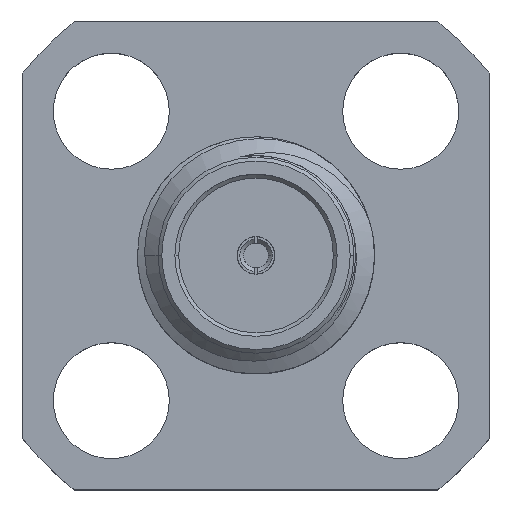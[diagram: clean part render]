
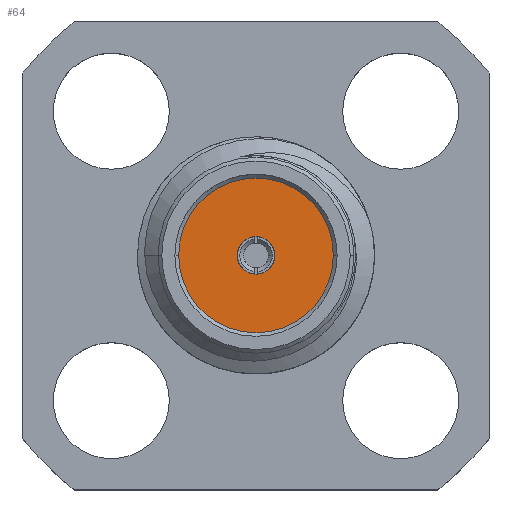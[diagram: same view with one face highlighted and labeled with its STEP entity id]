
A CAD part, top view. The second image highlights one B-rep face of the part: STEP entity #64.
In plain terms, the highlighted planar face has unit normal (0, 0, 1).
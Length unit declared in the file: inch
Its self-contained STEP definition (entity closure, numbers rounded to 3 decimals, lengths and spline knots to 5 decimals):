
#21 = VERTEX_POINT ( 'NONE', #2423 ) ;
#64 = ADVANCED_FACE ( 'NONE', ( #2020, #3736 ), #1569, .T. ) ;
#67 = EDGE_CURVE ( 'NONE', #21, #1520, #3936, .T. ) ;
#369 = CARTESIAN_POINT ( 'NONE',  ( 0.062, 0., 0.233 ) ) ;
#416 = AXIS2_PLACEMENT_3D ( 'NONE', #3667, #457, #2070 ) ;
#457 = DIRECTION ( 'NONE',  ( 0., 0., 1. ) ) ;
#485 = DIRECTION ( 'NONE',  ( 0., 0., 1. ) ) ;
#800 = DIRECTION ( 'NONE',  ( 1., 0., 0. ) ) ;
#844 = CARTESIAN_POINT ( 'NONE',  ( 0., 0., 0.233 ) ) ;
#1074 = VERTEX_POINT ( 'NONE', #369 ) ;
#1181 = DIRECTION ( 'NONE',  ( 0., 0., 1. ) ) ;
#1325 = AXIS2_PLACEMENT_3D ( 'NONE', #3126, #1181, #1535 ) ;
#1520 = VERTEX_POINT ( 'NONE', #3982 ) ;
#1535 = DIRECTION ( 'NONE',  ( 1., 0., 0. ) ) ;
#1569 = PLANE ( 'NONE',  #416 ) ;
#1611 = EDGE_CURVE ( 'NONE', #1731, #1074, #4038, .T. ) ;
#1731 = VERTEX_POINT ( 'NONE', #2161 ) ;
#1744 = CIRCLE ( 'NONE', #1325, 0.015 ) ;
#2020 = FACE_OUTER_BOUND ( 'NONE', #3615, .T. ) ;
#2030 = DIRECTION ( 'NONE',  ( 0., 0., 1. ) ) ;
#2070 = DIRECTION ( 'NONE',  ( 1., 0., 0. ) ) ;
#2115 = DIRECTION ( 'NONE',  ( 1., 0., 0. ) ) ;
#2161 = CARTESIAN_POINT ( 'NONE',  ( -0.062, 0., 0.233 ) ) ;
#2224 = AXIS2_PLACEMENT_3D ( 'NONE', #844, #4070, #2115 ) ;
#2342 = DIRECTION ( 'NONE',  ( 1., 0., 0. ) ) ;
#2423 = CARTESIAN_POINT ( 'NONE',  ( 0.015, 0., 0.233 ) ) ;
#2447 = ORIENTED_EDGE ( 'NONE', *, *, #2695, .F. ) ;
#2695 = EDGE_CURVE ( 'NONE', #1520, #21, #1744, .T. ) ;
#2710 = CIRCLE ( 'NONE', #3030, 0.062 ) ;
#2992 = CARTESIAN_POINT ( 'NONE',  ( 0., 0., 0.233 ) ) ;
#3030 = AXIS2_PLACEMENT_3D ( 'NONE', #2992, #2030, #2342 ) ;
#3126 = CARTESIAN_POINT ( 'NONE',  ( 0., 0., 0.233 ) ) ;
#3163 = ORIENTED_EDGE ( 'NONE', *, *, #1611, .T. ) ;
#3262 = AXIS2_PLACEMENT_3D ( 'NONE', #3326, #485, #800 ) ;
#3326 = CARTESIAN_POINT ( 'NONE',  ( 0., 0., 0.233 ) ) ;
#3361 = ORIENTED_EDGE ( 'NONE', *, *, #3692, .T. ) ;
#3615 = EDGE_LOOP ( 'NONE', ( #3361, #3163 ) ) ;
#3667 = CARTESIAN_POINT ( 'NONE',  ( 0., 0., 0.233 ) ) ;
#3692 = EDGE_CURVE ( 'NONE', #1074, #1731, #2710, .T. ) ;
#3736 = FACE_BOUND ( 'NONE', #3894, .T. ) ;
#3852 = ORIENTED_EDGE ( 'NONE', *, *, #67, .F. ) ;
#3894 = EDGE_LOOP ( 'NONE', ( #3852, #2447 ) ) ;
#3936 = CIRCLE ( 'NONE', #3262, 0.015 ) ;
#3982 = CARTESIAN_POINT ( 'NONE',  ( -0.015, 0., 0.233 ) ) ;
#4038 = CIRCLE ( 'NONE', #2224, 0.062 ) ;
#4070 = DIRECTION ( 'NONE',  ( 0., 0., 1. ) ) ;
